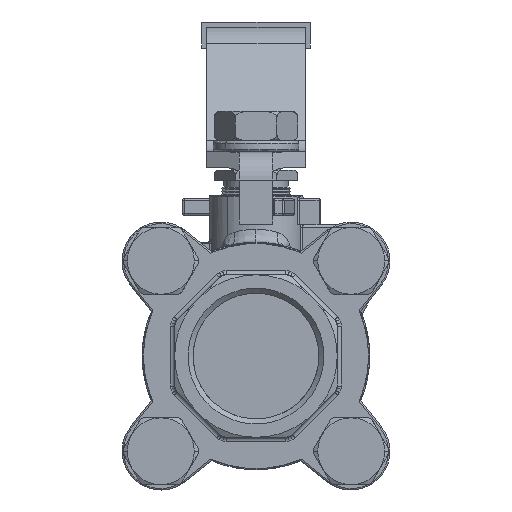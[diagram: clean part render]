
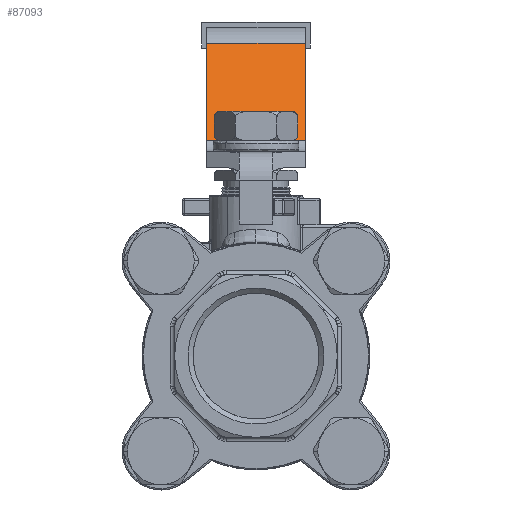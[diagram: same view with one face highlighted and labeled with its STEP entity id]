
A CAD part, front view. The second image highlights one B-rep face of the part: STEP entity #87093.
In plain terms, the highlighted planar face has unit normal (0, -0.809, 0.588).
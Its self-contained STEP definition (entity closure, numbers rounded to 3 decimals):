
#86938=CARTESIAN_POINT('',(9.5,27.955,60.427));
#86939=VERTEX_POINT('',#86938);
#86947=CARTESIAN_POINT('',(9.5,14.283,41.608));
#86948=VERTEX_POINT('',#86947);
#86949=CARTESIAN_POINT('',(9.5,27.955,60.427));
#86950=DIRECTION('',(0.,-0.588,-0.809));
#86951=VECTOR('',#86950,23.261);
#86952=LINE('',#86949,#86951);
#86953=EDGE_CURVE('',#86939,#86948,#86952,.T.);
#87050=CARTESIAN_POINT('',(-9.5,27.955,60.427));
#87051=VERTEX_POINT('',#87050);
#87059=CARTESIAN_POINT('',(-9.5,27.955,60.427));
#87060=DIRECTION('',(1.,0.,0.));
#87061=VECTOR('',#87060,19.);
#87062=LINE('',#87059,#87061);
#87063=EDGE_CURVE('',#87051,#86939,#87062,.T.);
#87070=CARTESIAN_POINT('',(-9.5,27.955,60.427));
#87071=DIRECTION('',(0.,-0.809,0.588));
#87072=DIRECTION('',(-1.,-0.,-0.));
#87073=AXIS2_PLACEMENT_3D('',#87070,#87071,#87072);
#87074=PLANE('',#87073);
#87075=CARTESIAN_POINT('',(-9.5,14.283,41.608));
#87076=VERTEX_POINT('',#87075);
#87077=CARTESIAN_POINT('',(-9.5,27.955,60.427));
#87078=DIRECTION('',(0.,-0.588,-0.809));
#87079=VECTOR('',#87078,23.261);
#87080=LINE('',#87077,#87079);
#87081=EDGE_CURVE('',#87051,#87076,#87080,.T.);
#87082=ORIENTED_EDGE('',*,*,#87081,.T.);
#87083=CARTESIAN_POINT('',(-9.5,14.283,41.608));
#87084=DIRECTION('',(1.,0.,0.));
#87085=VECTOR('',#87084,19.);
#87086=LINE('',#87083,#87085);
#87087=EDGE_CURVE('',#87076,#86948,#87086,.T.);
#87088=ORIENTED_EDGE('',*,*,#87087,.T.);
#87089=ORIENTED_EDGE('',*,*,#86953,.F.);
#87090=ORIENTED_EDGE('',*,*,#87063,.F.);
#87091=EDGE_LOOP('',(#87082,#87088,#87089,#87090));
#87092=FACE_BOUND('',#87091,.T.);
#87093=ADVANCED_FACE('',(#87092),#87074,.T.);
